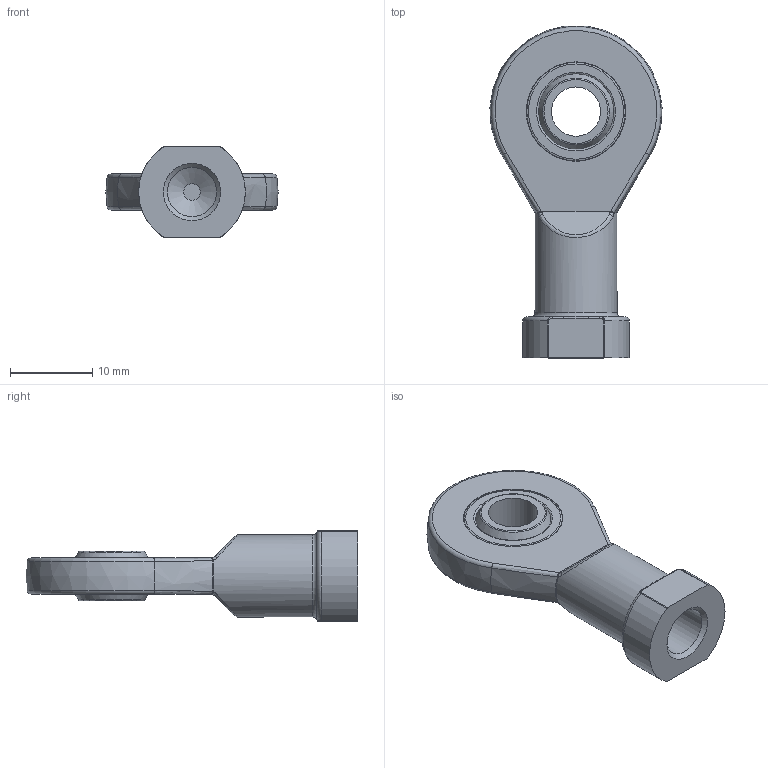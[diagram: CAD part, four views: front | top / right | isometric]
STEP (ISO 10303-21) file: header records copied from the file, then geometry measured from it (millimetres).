
FILE_DESCRIPTION (( 'STEP AP214' ), '1' );
FILE_NAME ('73.01.11.0001.step', '2021-04-07T12:59:04', ( '' ), ( '' ), 'SwSTEP 2.0', 'SolidWorks 2021', '' );
FILE_SCHEMA (( 'AUTOMOTIVE_DESIGN' ));
Length unit declared in the file: millimetre
Products named in the file (1): 73.01.11.0001
Bounding box: 20.97 x 40.43 x 11 mm (x, y, z)
Volume: 2798.7 mm3; surface area: 2614.5 mm2
Topology: 3 solids, 3 shells, 81 faces, 186 edges, 108 vertices
Faces by surface type: bspline 28, cylinder 17, plane 14, torus 11, cone 8, sphere 3
Full cylindrical faces by diameter (mm): 6 x2, 10 x1, 12 x2
Entity records: 2866 total; most frequent: CARTESIAN_POINT 1304, ORIENTED_EDGE 310, DIRECTION 284, EDGE_CURVE 155, AXIS2_PLACEMENT_3D 131, EDGE_LOOP 106, VERTEX_POINT 99, FACE_OUTER_BOUND 89
